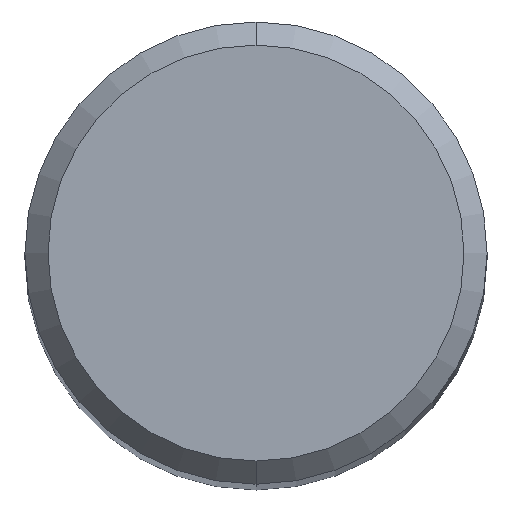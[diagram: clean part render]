
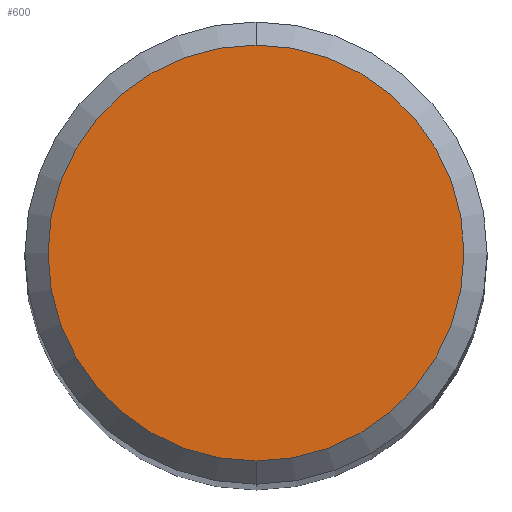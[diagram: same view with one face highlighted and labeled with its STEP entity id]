
A CAD part, top view. The second image highlights one B-rep face of the part: STEP entity #600.
In plain terms, the highlighted planar face has unit normal (0, 0, 1).
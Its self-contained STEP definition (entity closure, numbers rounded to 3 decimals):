
#404=EDGE_CURVE('',#844,#664,#998,.T.);
#468=EDGE_CURVE('',#664,#844,#1072,.T.);
#600=ADVANCED_FACE('',(#1212),#1213,.T.);
#664=VERTEX_POINT('',#1286);
#844=VERTEX_POINT('',#1485);
#998=CIRCLE('',#1871,3.6);
#1072=CIRCLE('',#3135,3.6);
#1212=FACE_OUTER_BOUND('',#4781,.T.);
#1213=PLANE('',#4782);
#1286=CARTESIAN_POINT('',(0.0,3.6,0.0));
#1485=CARTESIAN_POINT('',(0.,-3.6,0.0));
#1871=AXIS2_PLACEMENT_3D('',#7931,#7932,#7933);
#3135=AXIS2_PLACEMENT_3D('',#8041,#8042,#8043);
#4781=EDGE_LOOP('',(#8162,#8163));
#4782=AXIS2_PLACEMENT_3D('',#8164,#8165,#8166);
#7931=CARTESIAN_POINT('',(0.0,0.0,0.0));
#7932=DIRECTION('',(0.0,0.0,-1.0));
#7933=DIRECTION('',(0.0,1.0,0.0));
#8041=CARTESIAN_POINT('',(0.0,0.0,0.0));
#8042=DIRECTION('',(0.0,0.0,-1.0));
#8043=DIRECTION('',(0.0,1.0,0.0));
#8162=ORIENTED_EDGE('',*,*,#468,.F.);
#8163=ORIENTED_EDGE('',*,*,#404,.F.);
#8164=CARTESIAN_POINT('',(0.0,1.8,0.0));
#8165=DIRECTION('',(-0.0,0.0,1.0));
#8166=DIRECTION('',(0.0,-1.0,0.0));
